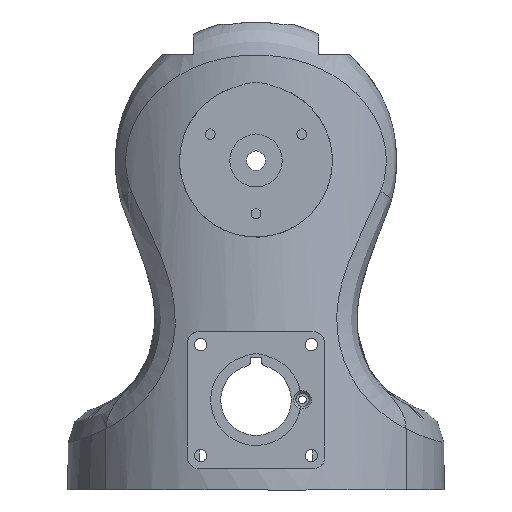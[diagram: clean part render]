
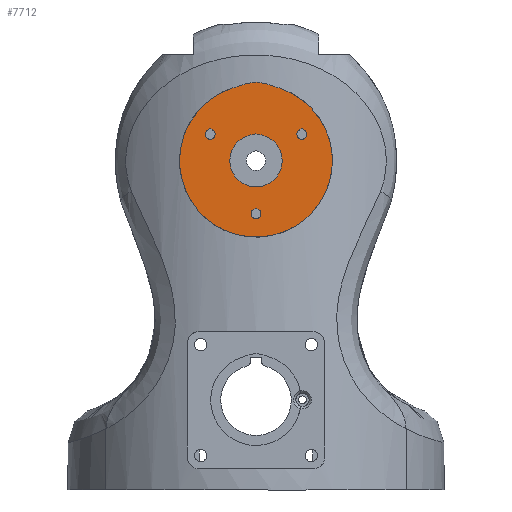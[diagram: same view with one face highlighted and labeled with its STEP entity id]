
A CAD part, left-side view. The second image highlights one B-rep face of the part: STEP entity #7712.
In plain terms, the highlighted planar face has unit normal (-1, 0, 0).
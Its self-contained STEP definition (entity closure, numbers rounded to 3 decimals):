
#147=FACE_BOUND('',#1395,.T.);
#148=FACE_BOUND('',#1396,.T.);
#149=FACE_BOUND('',#1397,.T.);
#150=FACE_BOUND('',#1398,.T.);
#282=CIRCLE('',#8211,16.25);
#283=CIRCLE('',#8217,32.5);
#329=CIRCLE('',#8295,5.562);
#330=CIRCLE('',#8298,11.125);
#331=CIRCLE('',#8299,2.1);
#332=CIRCLE('',#8300,0.191);
#333=CIRCLE('',#8301,2.1);
#334=CIRCLE('',#8302,0.191);
#335=CIRCLE('',#8303,2.1);
#336=CIRCLE('',#8304,0.191);
#917=FACE_OUTER_BOUND('',#1394,.T.);
#1394=EDGE_LOOP('',(#6052,#6053,#6054,#6055));
#1395=EDGE_LOOP('',(#6056,#6057,#6058,#6059));
#1396=EDGE_LOOP('',(#6060,#6061,#6062,#6063));
#1397=EDGE_LOOP('',(#6064,#6065,#6066,#6067));
#1398=EDGE_LOOP('',(#6068,#6069,#6070,#6071));
#1924=LINE('',#15190,#2621);
#1927=LINE('',#15197,#2624);
#2035=LINE('',#17076,#2732);
#2040=LINE('',#17089,#2737);
#2041=LINE('',#17094,#2738);
#2042=LINE('',#17098,#2739);
#2043=LINE('',#17102,#2740);
#2044=LINE('',#17106,#2741);
#2045=LINE('',#17110,#2742);
#2046=LINE('',#17114,#2743);
#2621=VECTOR('',#9380,10.);
#2624=VECTOR('',#9387,10.);
#2732=VECTOR('',#9649,10.);
#2737=VECTOR('',#9662,10.);
#2738=VECTOR('',#9667,10.);
#2739=VECTOR('',#9670,10.);
#2740=VECTOR('',#9673,10.);
#2741=VECTOR('',#9676,10.);
#2742=VECTOR('',#9679,10.);
#2743=VECTOR('',#9682,10.);
#3343=VERTEX_POINT('',#15174);
#3344=VERTEX_POINT('',#15176);
#3347=VERTEX_POINT('',#15189);
#3349=VERTEX_POINT('',#15195);
#3495=VERTEX_POINT('',#17073);
#3496=VERTEX_POINT('',#17075);
#3498=VERTEX_POINT('',#17081);
#3500=VERTEX_POINT('',#17087);
#3501=VERTEX_POINT('',#17092);
#3502=VERTEX_POINT('',#17093);
#3503=VERTEX_POINT('',#17095);
#3504=VERTEX_POINT('',#17097);
#3505=VERTEX_POINT('',#17100);
#3506=VERTEX_POINT('',#17101);
#3507=VERTEX_POINT('',#17103);
#3508=VERTEX_POINT('',#17105);
#3509=VERTEX_POINT('',#17108);
#3510=VERTEX_POINT('',#17109);
#3511=VERTEX_POINT('',#17111);
#3512=VERTEX_POINT('',#17113);
#4235=EDGE_CURVE('',#3344,#3343,#282,.T.);
#4239=EDGE_CURVE('',#3347,#3344,#1924,.T.);
#4243=EDGE_CURVE('',#3343,#3349,#1927,.T.);
#4246=EDGE_CURVE('',#3349,#3347,#283,.T.);
#4418=EDGE_CURVE('',#3496,#3495,#2035,.T.);
#4422=EDGE_CURVE('',#3495,#3498,#329,.T.);
#4425=EDGE_CURVE('',#3498,#3500,#2040,.T.);
#4426=EDGE_CURVE('',#3496,#3500,#330,.F.);
#4427=EDGE_CURVE('',#3501,#3502,#2041,.T.);
#4428=EDGE_CURVE('',#3502,#3503,#331,.T.);
#4429=EDGE_CURVE('',#3503,#3504,#2042,.T.);
#4430=EDGE_CURVE('',#3504,#3501,#332,.T.);
#4431=EDGE_CURVE('',#3505,#3506,#2043,.T.);
#4432=EDGE_CURVE('',#3506,#3507,#333,.T.);
#4433=EDGE_CURVE('',#3507,#3508,#2044,.T.);
#4434=EDGE_CURVE('',#3508,#3505,#334,.T.);
#4435=EDGE_CURVE('',#3509,#3510,#2045,.T.);
#4436=EDGE_CURVE('',#3510,#3511,#335,.T.);
#4437=EDGE_CURVE('',#3511,#3512,#2046,.T.);
#4438=EDGE_CURVE('',#3512,#3509,#336,.T.);
#6052=ORIENTED_EDGE('',*,*,#4246,.T.);
#6053=ORIENTED_EDGE('',*,*,#4239,.T.);
#6054=ORIENTED_EDGE('',*,*,#4235,.T.);
#6055=ORIENTED_EDGE('',*,*,#4243,.T.);
#6056=ORIENTED_EDGE('',*,*,#4418,.T.);
#6057=ORIENTED_EDGE('',*,*,#4422,.T.);
#6058=ORIENTED_EDGE('',*,*,#4425,.T.);
#6059=ORIENTED_EDGE('',*,*,#4426,.F.);
#6060=ORIENTED_EDGE('',*,*,#4427,.T.);
#6061=ORIENTED_EDGE('',*,*,#4428,.T.);
#6062=ORIENTED_EDGE('',*,*,#4429,.T.);
#6063=ORIENTED_EDGE('',*,*,#4430,.T.);
#6064=ORIENTED_EDGE('',*,*,#4431,.T.);
#6065=ORIENTED_EDGE('',*,*,#4432,.T.);
#6066=ORIENTED_EDGE('',*,*,#4433,.T.);
#6067=ORIENTED_EDGE('',*,*,#4434,.T.);
#6068=ORIENTED_EDGE('',*,*,#4435,.T.);
#6069=ORIENTED_EDGE('',*,*,#4436,.T.);
#6070=ORIENTED_EDGE('',*,*,#4437,.T.);
#6071=ORIENTED_EDGE('',*,*,#4438,.T.);
#7370=PLANE('',#8297);
#7712=ADVANCED_FACE('',(#917,#147,#148,#149,#150),#7370,.F.);
#8211=AXIS2_PLACEMENT_3D('',#15177,#9373,#9374);
#8217=AXIS2_PLACEMENT_3D('',#15265,#9390,#9391);
#8295=AXIS2_PLACEMENT_3D('',#17083,#9656,#9657);
#8297=AXIS2_PLACEMENT_3D('',#17090,#9663,#9664);
#8298=AXIS2_PLACEMENT_3D('',#17091,#9665,#9666);
#8299=AXIS2_PLACEMENT_3D('',#17096,#9668,#9669);
#8300=AXIS2_PLACEMENT_3D('',#17099,#9671,#9672);
#8301=AXIS2_PLACEMENT_3D('',#17104,#9674,#9675);
#8302=AXIS2_PLACEMENT_3D('',#17107,#9677,#9678);
#8303=AXIS2_PLACEMENT_3D('',#17112,#9680,#9681);
#8304=AXIS2_PLACEMENT_3D('',#17115,#9683,#9684);
#9373=DIRECTION('center_axis',(-1.,0.,0.));
#9374=DIRECTION('ref_axis',(0.,0.952,0.305));
#9380=DIRECTION('',(0.,0.305,-0.952));
#9387=DIRECTION('',(0.,-0.305,-0.952));
#9390=DIRECTION('center_axis',(-1.,0.,0.));
#9391=DIRECTION('ref_axis',(0.,0.,1.));
#9649=DIRECTION('',(0.,0.305,0.952));
#9656=DIRECTION('center_axis',(1.,0.,0.));
#9657=DIRECTION('ref_axis',(0.,0.952,0.305));
#9662=DIRECTION('',(0.,-0.305,0.952));
#9663=DIRECTION('center_axis',(1.,0.,0.));
#9664=DIRECTION('ref_axis',(0.,0.,-1.));
#9665=DIRECTION('center_axis',(1.,0.,0.));
#9666=DIRECTION('ref_axis',(0.,0.,-1.));
#9667=DIRECTION('',(0.,-0.417,0.909));
#9668=DIRECTION('center_axis',(1.,0.,0.));
#9669=DIRECTION('ref_axis',(0.,0.,-1.));
#9670=DIRECTION('',(0.,0.417,0.909));
#9671=DIRECTION('center_axis',(1.,0.,0.));
#9672=DIRECTION('ref_axis',(0.,0.909,-0.417));
#9673=DIRECTION('',(0.,-0.417,0.909));
#9674=DIRECTION('center_axis',(1.,0.,0.));
#9675=DIRECTION('ref_axis',(0.,0.,-1.));
#9676=DIRECTION('',(0.,0.417,0.909));
#9677=DIRECTION('center_axis',(1.,0.,0.));
#9678=DIRECTION('ref_axis',(0.,0.909,-0.417));
#9679=DIRECTION('',(0.,-0.417,0.909));
#9680=DIRECTION('center_axis',(1.,0.,0.));
#9681=DIRECTION('ref_axis',(0.,0.,1.));
#9682=DIRECTION('',(0.,0.417,0.909));
#9683=DIRECTION('center_axis',(1.,0.,0.));
#9684=DIRECTION('ref_axis',(0.,0.909,-0.417));
#15174=CARTESIAN_POINT('',(8.,152.539,-84.955));
#15176=CARTESIAN_POINT('',(8.,152.539,-75.045));
#15177=CARTESIAN_POINT('Origin',(8.,137.062,-80.));
#15189=CARTESIAN_POINT('',(8.,150.952,-70.09));
#15190=CARTESIAN_POINT('',(8.,150.952,-70.09));
#15195=CARTESIAN_POINT('',(8.,150.952,-89.91));
#15197=CARTESIAN_POINT('',(8.,152.539,-84.955));
#15265=CARTESIAN_POINT('Origin',(8.,120.,-80.));
#17073=CARTESIAN_POINT('',(8.,131.138,-81.696));
#17075=CARTESIAN_POINT('',(8.,130.595,-83.392));
#17076=CARTESIAN_POINT('',(8.,130.867,-82.544));
#17081=CARTESIAN_POINT('',(8.,131.138,-78.304));
#17083=CARTESIAN_POINT('Origin',(8.,125.841,-80.));
#17087=CARTESIAN_POINT('',(8.,130.595,-76.608));
#17089=CARTESIAN_POINT('',(8.,130.595,-76.608));
#17090=CARTESIAN_POINT('Origin',(8.,120.,-80.));
#17091=CARTESIAN_POINT('Origin',(8.,120.,-80.));
#17092=CARTESIAN_POINT('',(8.,99.774,-79.92));
#17093=CARTESIAN_POINT('',(8.,99.409,-79.125));
#17094=CARTESIAN_POINT('',(8.,101.544,-83.783));
#17095=CARTESIAN_POINT('',(8.,99.409,-80.875));
#17096=CARTESIAN_POINT('Origin',(8.,97.5,-80.));
#17097=CARTESIAN_POINT('',(8.,99.774,-80.08));
#17098=CARTESIAN_POINT('',(8.,101.362,-76.614));
#17099=CARTESIAN_POINT('Origin',(8.,99.6,-80.));
#17100=CARTESIAN_POINT('',(8.,133.524,-99.406));
#17101=CARTESIAN_POINT('',(8.,133.159,-98.611));
#17102=CARTESIAN_POINT('',(8.,128.675,-88.826));
#17103=CARTESIAN_POINT('',(8.,133.159,-100.36));
#17104=CARTESIAN_POINT('Origin',(8.,131.25,-99.486));
#17105=CARTESIAN_POINT('',(8.,133.524,-99.565));
#17106=CARTESIAN_POINT('',(8.,135.873,-94.439));
#17107=CARTESIAN_POINT('Origin',(8.,133.35,-99.486));
#17108=CARTESIAN_POINT('',(8.,133.524,-60.435));
#17109=CARTESIAN_POINT('',(8.,133.159,-59.64));
#17110=CARTESIAN_POINT('',(8.,136.055,-65.959));
#17111=CARTESIAN_POINT('',(8.,133.159,-61.389));
#17112=CARTESIAN_POINT('Origin',(8.,131.25,-60.514));
#17113=CARTESIAN_POINT('',(8.,133.524,-60.594));
#17114=CARTESIAN_POINT('',(8.,128.493,-71.572));
#17115=CARTESIAN_POINT('Origin',(8.,133.35,-60.514));
